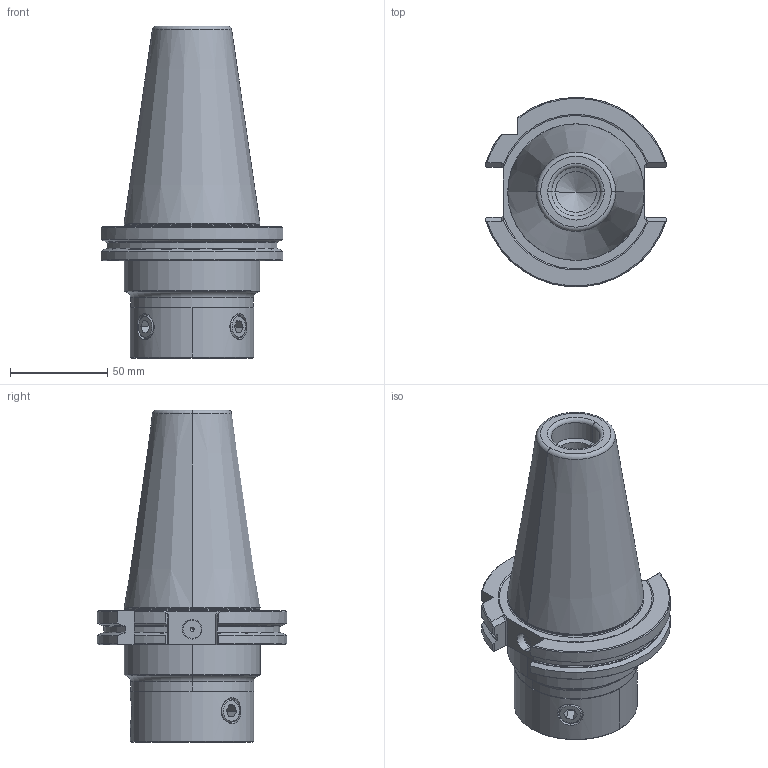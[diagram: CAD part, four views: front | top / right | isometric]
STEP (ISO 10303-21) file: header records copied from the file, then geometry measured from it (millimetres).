
FILE_DESCRIPTION(('no description'),'unknown implementation level');
FILE_NAME('7817FF49-6BC6-46C0-B3B3-7E640123C59F_export.stp',' ',('CIMSOURCE GmbH'),('CADClick - KiM GmbH - www.kimweb.de'),'unknown preprocess','ACIS','unknown authorization');
FILE_SCHEMA(('automotive_design'));
Length unit declared in the file: millimetre
Products named in the file (4): 323.860N Kaiser SK50 BVD X CKN6 X 100|323.860N Kaiser SK50 BVD X CKN6 X 100_Standard;NONE; 323.860N Kaiser SK50 BVD X CKN6 X 100|690.436 Kaiser ETL M12 X 18 CK6_Standard;NONE
Bounding box: 93.52 x 97.27 x 170.6 mm (x, y, z)
Volume: 448682 mm3; surface area: 62047.3 mm2
Topology: 4 solids, 4 shells, 270 faces, 645 edges, 384 vertices
Faces by surface type: plane 101, cone 78, cylinder 71, torus 20
Entity records: 15633 total; most frequent: CARTESIAN_POINT 2109, DIRECTION 1335, STYLED_ITEM 1291, PRESENTATION_STYLE_ASSIGNMENT 1291, COLOUR_RGB 1291, ORIENTED_EDGE 1266, EDGE_CURVE 633, CURVE_STYLE 633
